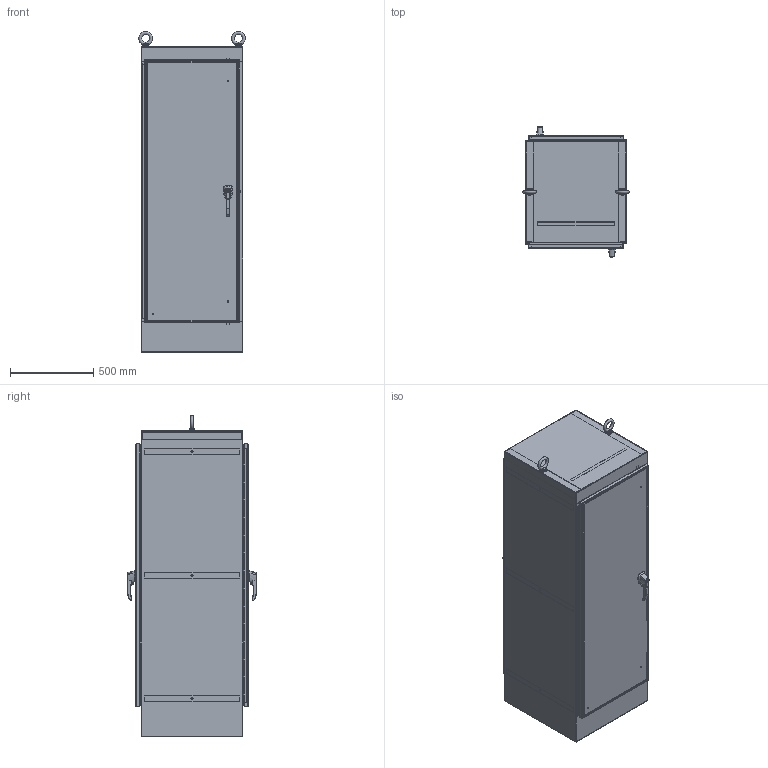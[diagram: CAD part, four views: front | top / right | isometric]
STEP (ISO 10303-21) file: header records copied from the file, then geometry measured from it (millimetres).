
FILE_DESCRIPTION (( 'STEP AP214' ), '1' );
FILE_NAME ('1418WD24.STEP', '2019-10-31T19:52:12', ( '' ), ( '' ), 'SwSTEP 2.0', 'SolidWorks 2019', '' );
FILE_SCHEMA (( 'AUTOMOTIVE_DESIGN' ));
Length unit declared in the file: inch
Products named in the file (1): 1418WD24
Bounding box: 637.96 x 778.87 x 1923.09 mm (x, y, z)
Volume: 16571045.1 mm3; surface area: 13769505.9 mm2
Topology: 83 solids, 85 shells, 2484 faces, 6432 edges, 4140 vertices
Faces by surface type: plane 1358, cylinder 886, cone 130, bspline 102, torus 8
Full cylindrical faces by diameter (mm): 2.54 x2, 4.394 x2, 5.893 x2, 5.918 x2, 6.35 x12, 6.528 x8, 7.112 x8, 7.137 x12, 7.722 x20, 7.95 x4, 8.128 x2, 8.255 x2, 8.484 x2, 8.89 x2, 9.398 x4, 9.525 x2, 9.906 x8, 10.49 x4, 11.176 x4, 12.7 x6, 13.335 x2, 13.376 x2, 15.24 x2, 15.875 x6, 16.002 x8, 16.891 x2, 17.45 x2, 17.78 x2, 18.75 x2, 19.05 x8
Entity records: 126000 total; most frequent: CARTESIAN_POINT 33625, ORIENTED_EDGE 12440, DIRECTION 12002, EDGE_CURVE 6220, AXIS2_PLACEMENT_3D 4155, VERTEX_POINT 4126, LINE 3692, VECTOR 3692
